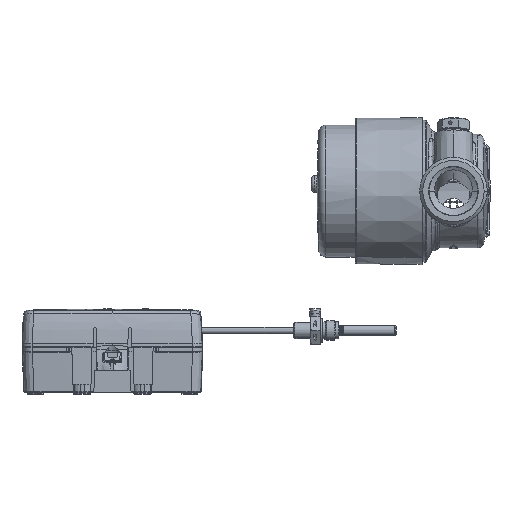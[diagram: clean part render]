
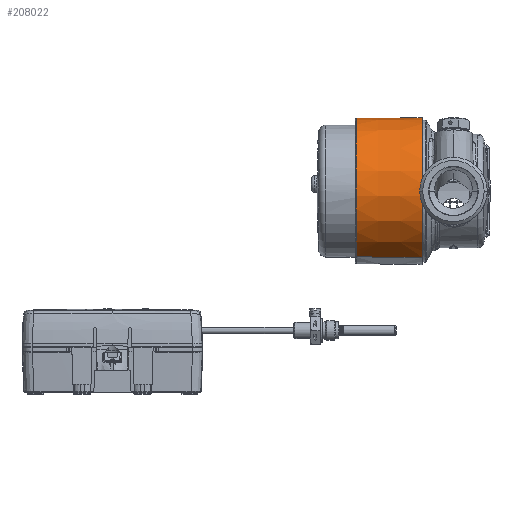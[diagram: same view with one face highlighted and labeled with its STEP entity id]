
A CAD part, left-side view. The second image highlights one B-rep face of the part: STEP entity #208022.
In plain terms, the highlighted conical face has half-angle 0.544 degrees and reference radius 35.988 mm.
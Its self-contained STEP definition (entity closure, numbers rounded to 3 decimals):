
#207622=CARTESIAN_POINT('Vertex',(-117.326,76.994,16.756)) ;
#207629=CARTESIAN_POINT('Vertex',(-85.988,76.994,81.562)) ;
#207658=CARTESIAN_POINT('Axis2P3D Location',(-101.657,76.994,49.159)) ;
#207662=CARTESIAN_POINT('Vertex',(-134.06,76.994,64.828)) ;
#207665=CARTESIAN_POINT('Axis2P3D Location',(-101.657,76.994,49.159)) ;
#207962=CARTESIAN_POINT('Line Origine',(-2175.912,-498004.63,-4240.25)) ;
#207966=CARTESIAN_POINT('Vertex',(-117.46,44.589,16.479)) ;
#207969=CARTESIAN_POINT('Line Origine',(1972.597,-498004.63,4338.568)) ;
#207973=CARTESIAN_POINT('Vertex',(-85.854,44.589,81.839)) ;
#207997=CARTESIAN_POINT('Axis2P3D Location',(-101.657,77.489,49.159)) ;
#208002=CARTESIAN_POINT('Axis2P3D Location',(-101.657,44.589,49.159)) ;
#208006=CARTESIAN_POINT('Vertex',(-134.337,44.589,64.962)) ;
#208009=CARTESIAN_POINT('Axis2P3D Location',(-101.657,44.589,49.159)) ;
#207964=VECTOR('Line Direction',#207963,1.) ;
#207971=VECTOR('Line Direction',#207970,1.) ;
#207659=DIRECTION('Axis2P3D Direction',(-0.,1.,0.)) ;
#207666=DIRECTION('Axis2P3D Direction',(-0.,1.,0.)) ;
#207963=DIRECTION('Vector Direction',(-0.004,-1.,-0.009)) ;
#207970=DIRECTION('Vector Direction',(0.004,-1.,0.009)) ;
#207998=DIRECTION('Axis2P3D Direction',(0.,-1.,0.)) ;
#207999=DIRECTION('Axis2P3D XDirection',(0.435,0.,0.9)) ;
#208003=DIRECTION('Axis2P3D Direction',(0.,-1.,-0.)) ;
#208010=DIRECTION('Axis2P3D Direction',(0.,-1.,-0.)) ;
#207660=AXIS2_PLACEMENT_3D('Circle Axis2P3D',#207658,#207659,$) ;
#207667=AXIS2_PLACEMENT_3D('Circle Axis2P3D',#207665,#207666,$) ;
#208000=AXIS2_PLACEMENT_3D('Cone Axis2P3D',#207997,#207998,#207999) ;
#208004=AXIS2_PLACEMENT_3D('Circle Axis2P3D',#208002,#208003,$) ;
#208011=AXIS2_PLACEMENT_3D('Circle Axis2P3D',#208009,#208010,$) ;
#207965=LINE('Line',#207962,#207964) ;
#207972=LINE('Line',#207969,#207971) ;
#207661=CIRCLE('generated circle',#207660,35.992) ;
#207668=CIRCLE('generated circle',#207667,35.992) ;
#208005=CIRCLE('generated circle',#208004,36.3) ;
#208012=CIRCLE('generated circle',#208011,36.3) ;
#208001=CONICAL_SURFACE('Cone',#208000,35.988,0.009) ;
#207664=EDGE_CURVE('',#207663,#207623,#207661,.F.) ;
#207669=EDGE_CURVE('',#207630,#207663,#207668,.F.) ;
#207968=EDGE_CURVE('',#207967,#207623,#207965,.F.) ;
#207975=EDGE_CURVE('',#207630,#207974,#207972,.T.) ;
#208008=EDGE_CURVE('',#207967,#208007,#208005,.F.) ;
#208013=EDGE_CURVE('',#208007,#207974,#208012,.F.) ;
#208015=ORIENTED_EDGE('',*,*,#207975,.F.) ;
#208016=ORIENTED_EDGE('',*,*,#207669,.T.) ;
#208017=ORIENTED_EDGE('',*,*,#207664,.T.) ;
#208018=ORIENTED_EDGE('',*,*,#207968,.F.) ;
#208019=ORIENTED_EDGE('',*,*,#208008,.T.) ;
#208020=ORIENTED_EDGE('',*,*,#208013,.T.) ;
#208014=EDGE_LOOP('',(#208015,#208016,#208017,#208018,#208019,#208020)) ;
#207623=VERTEX_POINT('',#207622) ;
#207630=VERTEX_POINT('',#207629) ;
#207663=VERTEX_POINT('',#207662) ;
#207967=VERTEX_POINT('',#207966) ;
#207974=VERTEX_POINT('',#207973) ;
#208007=VERTEX_POINT('',#208006) ;
#208022=ADVANCED_FACE('PartBody',(#208021),#208001,.T.) ;
#208021=FACE_OUTER_BOUND('',#208014,.T.) ;
